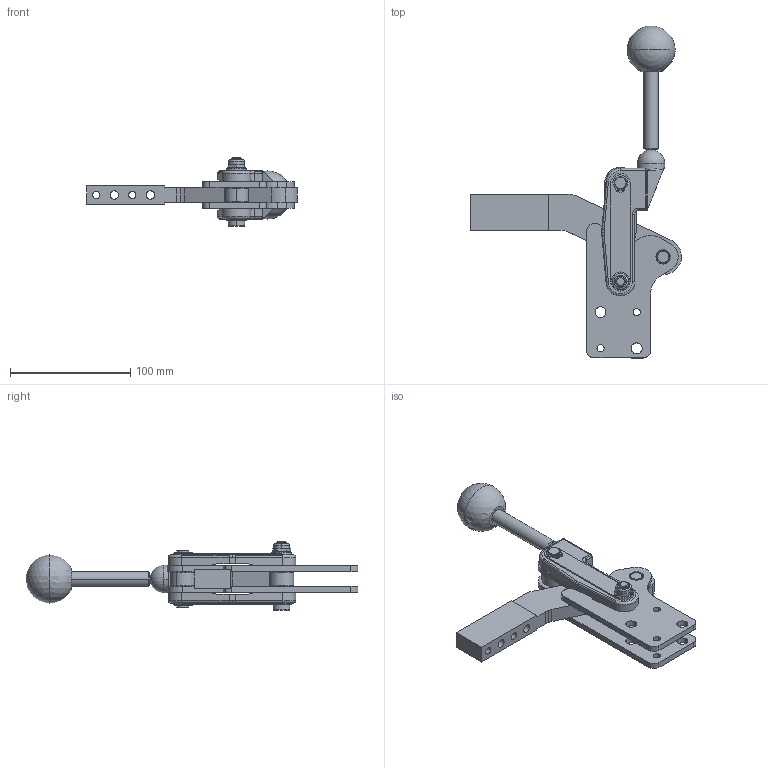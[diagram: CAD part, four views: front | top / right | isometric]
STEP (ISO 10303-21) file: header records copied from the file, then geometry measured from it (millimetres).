
FILE_DESCRIPTION((''),'2;1');
FILE_NAME('635.stp','2005-09-01T12:22:03',('CAD'),(''),'Autodesk Inventor 8','Autodesk Inventor 8','');
FILE_SCHEMA(('AUTOMOTIVE_DESIGN { 1 0 10303 214 1 1 1 1 }'));
Length unit declared in the file: millimetre
Products named in the file (1): Part8
Bounding box: 175.17 x 275.85 x 57 mm (x, y, z)
Volume: 261834.1 mm3; surface area: 71282.7 mm2
Topology: 2 solids, 114 shells, 2072 faces, 6062 edges, 3986 vertices
Faces by surface type: plane 1420, cylinder 471, cone 122, bspline 40, torus 12, sphere 7
Entity records: 68528 total; most frequent: CARTESIAN_POINT 16229, ORIENTED_EDGE 12094, DIRECTION 10169, EDGE_CURVE 6047, VERTEX_POINT 3983, AXIS2_PLACEMENT_3D 3721, VECTOR 2727, LINE 2727
